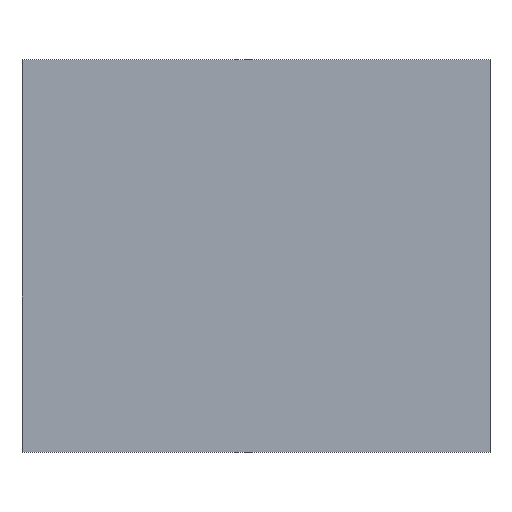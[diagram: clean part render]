
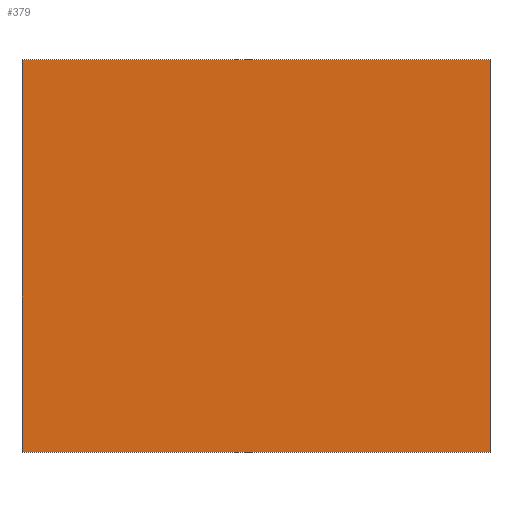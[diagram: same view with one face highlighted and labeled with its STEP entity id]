
A CAD part, top view. The second image highlights one B-rep face of the part: STEP entity #379.
In plain terms, the highlighted planar face has unit normal (0, 0, 1).
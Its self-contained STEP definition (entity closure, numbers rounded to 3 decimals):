
#343=AXIS2_PLACEMENT_3D('Plane Axis2P3D',#340,#341,#342) ;
#340=CARTESIAN_POINT('Axis2P3D Location',(3.2,2.6,2.362)) ;
#345=CARTESIAN_POINT('Line Origine',(3.2,0.,2.362)) ;
#349=CARTESIAN_POINT('Vertex',(6.3,0.,2.362)) ;
#351=CARTESIAN_POINT('Vertex',(0.1,0.,2.362)) ;
#354=CARTESIAN_POINT('Line Origine',(6.3,2.6,2.362)) ;
#358=CARTESIAN_POINT('Vertex',(6.3,5.2,2.362)) ;
#361=CARTESIAN_POINT('Line Origine',(3.2,5.2,2.362)) ;
#365=CARTESIAN_POINT('Vertex',(0.1,5.2,2.362)) ;
#368=CARTESIAN_POINT('Line Origine',(0.1,2.6,2.362)) ;
#341=DIRECTION('Axis2P3D Direction',(0.,-0.,1.)) ;
#342=DIRECTION('Axis2P3D XDirection',(0.,1.,0.)) ;
#346=DIRECTION('Vector Direction',(1.,0.,0.)) ;
#355=DIRECTION('Vector Direction',(0.,1.,0.)) ;
#362=DIRECTION('Vector Direction',(-1.,0.,0.)) ;
#369=DIRECTION('Vector Direction',(0.,1.,0.)) ;
#347=VECTOR('Line Direction',#346,1.) ;
#356=VECTOR('Line Direction',#355,1.) ;
#363=VECTOR('Line Direction',#362,1.) ;
#370=VECTOR('Line Direction',#369,1.) ;
#374=ORIENTED_EDGE('',*,*,#353,.F.) ;
#375=ORIENTED_EDGE('',*,*,#360,.F.) ;
#376=ORIENTED_EDGE('',*,*,#367,.F.) ;
#377=ORIENTED_EDGE('',*,*,#372,.F.) ;
#379=ADVANCED_FACE('S3D_GEDREHT',(#378),#344,.T.) ;
#353=EDGE_CURVE('',#350,#352,#348,.F.) ;
#360=EDGE_CURVE('',#359,#350,#357,.F.) ;
#367=EDGE_CURVE('',#366,#359,#364,.F.) ;
#372=EDGE_CURVE('',#352,#366,#371,.T.) ;
#373=EDGE_LOOP('',(#374,#375,#376,#377)) ;
#378=FACE_OUTER_BOUND('',#373,.T.) ;
#348=LINE('Line',#345,#347) ;
#357=LINE('Line',#354,#356) ;
#364=LINE('Line',#361,#363) ;
#371=LINE('Line',#368,#370) ;
#344=PLANE('',#343) ;
#350=VERTEX_POINT('',#349) ;
#352=VERTEX_POINT('',#351) ;
#359=VERTEX_POINT('',#358) ;
#366=VERTEX_POINT('',#365) ;
